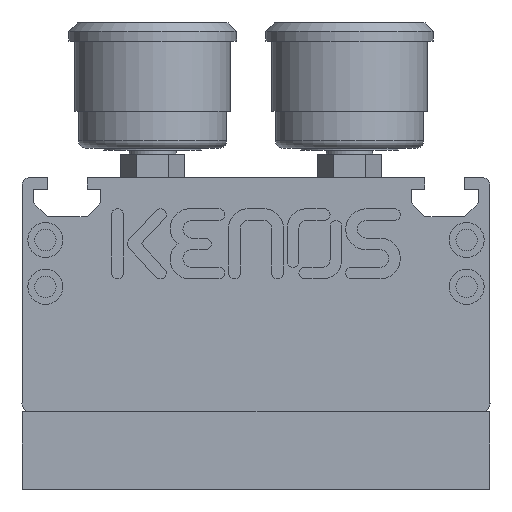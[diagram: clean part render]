
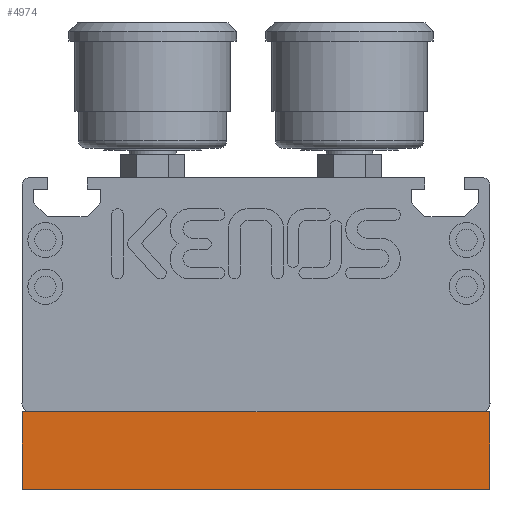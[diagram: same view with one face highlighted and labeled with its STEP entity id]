
A CAD part, front view. The second image highlights one B-rep face of the part: STEP entity #4974.
In plain terms, the highlighted face is planar.
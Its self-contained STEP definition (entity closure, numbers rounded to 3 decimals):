
#714=ORIENTED_EDGE('',*,*,#1942,.F.);
#715=ORIENTED_EDGE('',*,*,#1952,.F.);
#716=ORIENTED_EDGE('',*,*,#1949,.F.);
#717=ORIENTED_EDGE('',*,*,#1946,.F.);
#1942=EDGE_CURVE('',#2586,#2587,#3088,.T.);
#1946=EDGE_CURVE('',#2587,#2590,#3092,.T.);
#1949=EDGE_CURVE('',#2590,#2592,#3095,.T.);
#1952=EDGE_CURVE('',#2592,#2586,#3098,.T.);
#2586=VERTEX_POINT('',#8977);
#2587=VERTEX_POINT('',#8978);
#2590=VERTEX_POINT('',#8986);
#2592=VERTEX_POINT('',#8992);
#3088=LINE('',#8976,#3538);
#3092=LINE('',#8985,#3542);
#3095=LINE('',#8991,#3545);
#3098=LINE('',#8997,#3548);
#3538=VECTOR('',#7428,1000.);
#3542=VECTOR('',#7434,1000.);
#3545=VECTOR('',#7439,1000.);
#3548=VECTOR('',#7444,1000.);
#3947=EDGE_LOOP('',(#714,#715,#716,#717));
#4371=FACE_BOUND('',#3947,.T.);
#4783=PLANE('',#6718);
#4974=ADVANCED_FACE('',(#4371),#4783,.F.);
#6718=AXIS2_PLACEMENT_3D('',#9000,#7448,#7449);
#7428=DIRECTION('',(0.,1.,0.));
#7434=DIRECTION('',(1.,0.,0.));
#7439=DIRECTION('',(0.,-1.,0.));
#7444=DIRECTION('',(-1.,0.,0.));
#7448=DIRECTION('',(0.,0.,-1.));
#7449=DIRECTION('',(-1.,0.,0.));
#8976=CARTESIAN_POINT('',(-120.,0.,0.));
#8977=CARTESIAN_POINT('',(-120.,0.,0.));
#8978=CARTESIAN_POINT('',(-120.,20.,0.));
#8985=CARTESIAN_POINT('',(-120.,20.,0.));
#8986=CARTESIAN_POINT('',(0.,20.,0.));
#8991=CARTESIAN_POINT('',(0.,20.,0.));
#8992=CARTESIAN_POINT('',(0.,0.,0.));
#8997=CARTESIAN_POINT('',(0.,0.,0.));
#9000=CARTESIAN_POINT('',(0.,0.,0.));
